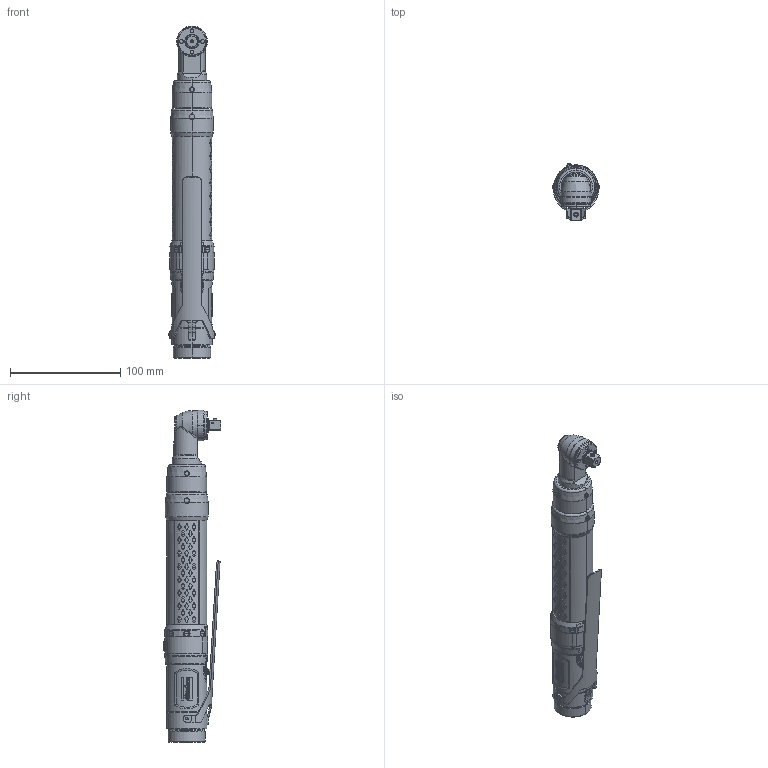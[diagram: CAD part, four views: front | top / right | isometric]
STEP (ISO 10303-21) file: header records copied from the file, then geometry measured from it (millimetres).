
FILE_DESCRIPTION((''),'2;1');
FILE_NAME('EXT_COMP_SW0016','2021-07-27T16:08:22',('INEVDh'),(''),'CREO PARAMETRIC BY PTC INC, 2020281','CREO PARAMETRIC BY PTC INC, 2020281','');
FILE_SCHEMA(('CONFIG_CONTROL_DESIGN'));
Length unit declared in the file: inch
Products named in the file (1): EXT_COMP_SW0016
Bounding box: 42.25 x 52.12 x 301.75 mm (x, y, z)
Volume: 298443.9 mm3; surface area: 46145.4 mm2
Topology: 1 solids, 11 shells, 2256 faces, 6110 edges, 3888 vertices
Faces by surface type: bspline 1176, plane 437, cylinder 351, cone 155, torus 107, sphere 30
Entity records: 167151 total; most frequent: CARTESIAN_POINT 120035, ORIENTED_EDGE 12156, EDGE_CURVE 6078, DIRECTION 5916, VERTEX_POINT 3888, B_SPLINE_CURVE_WITH_KNOTS 3323, EDGE_LOOP 2408, FACE_OUTER_BOUND 2256
